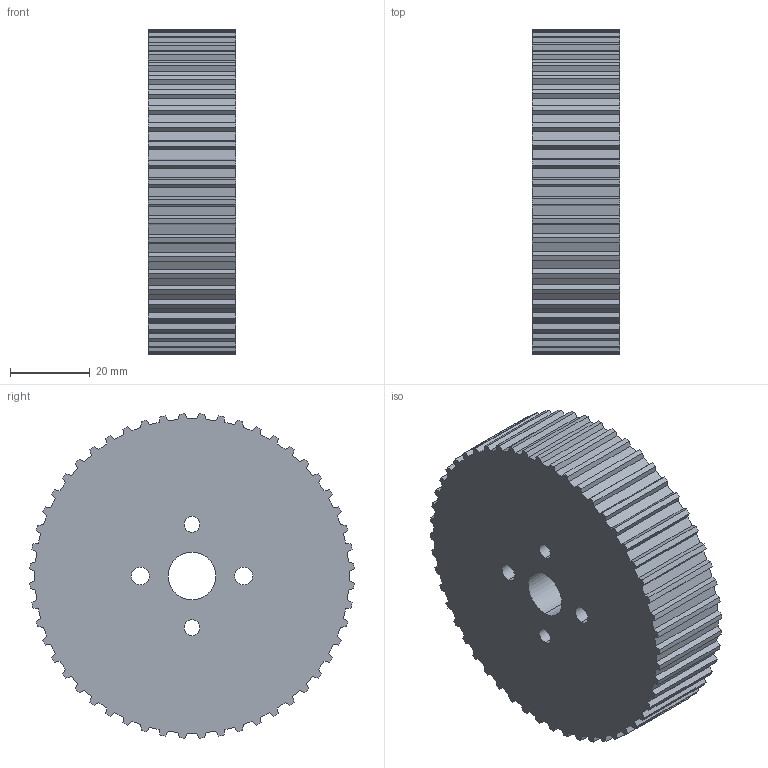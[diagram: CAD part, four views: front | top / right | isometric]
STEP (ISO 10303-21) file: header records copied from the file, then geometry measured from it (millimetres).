
FILE_DESCRIPTION (( 'STEP AP203' ), '1' );
FILE_NAME ('Poulie_M300-006_Défaut_sldprt.STEP', '2017-12-12T20:32:29', ( '' ), ( '' ), 'SwSTEP 2.0', 'SolidWorks 2016', '' );
FILE_SCHEMA (( 'CONFIG_CONTROL_DESIGN' ));
Length unit declared in the file: millimetre
Products named in the file (1): Poulie_M300-006_Défaut_sldprt
Bounding box: 22 x 81.46 x 81.46 mm (x, y, z)
Volume: 94106.3 mm3; surface area: 19663.6 mm2
Topology: 1 solids, 1 shells, 223 faces, 660 edges, 440 vertices
Faces by surface type: plane 159, cylinder 64
Entity records: 7519 total; most frequent: CARTESIAN_POINT 1324, ORIENTED_EDGE 1320, DIRECTION 1236, EDGE_CURVE 660, LINE 532, VECTOR 532, VERTEX_POINT 440, AXIS2_PLACEMENT_3D 352
